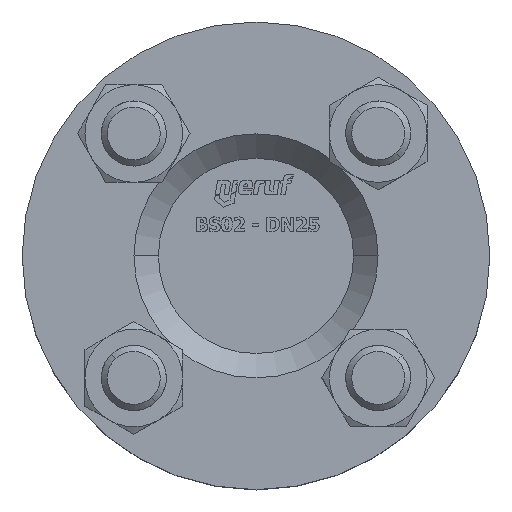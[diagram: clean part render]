
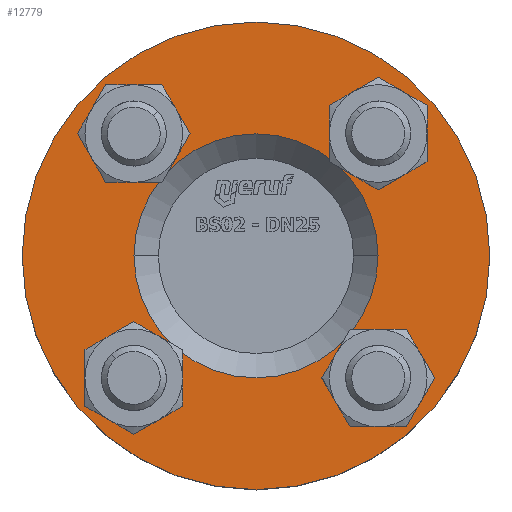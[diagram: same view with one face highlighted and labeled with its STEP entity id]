
A CAD part, top view. The second image highlights one B-rep face of the part: STEP entity #12779.
In plain terms, the highlighted planar face has unit normal (0, 0, 1).
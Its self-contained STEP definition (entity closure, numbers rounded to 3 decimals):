
#101 = CIRCLE ( 'NONE', #9619, 30. ) ;
#519 = DIRECTION ( 'NONE',  ( 0., 0., 1. ) ) ;
#689 = DIRECTION ( 'NONE',  ( 0., 0., 1. ) ) ;
#775 = EDGE_CURVE ( 'NONE', #5536, #5814, #4295, .T. ) ;
#829 = EDGE_CURVE ( 'NONE', #14019, #4982, #10166, .T. ) ;
#835 = ORIENTED_EDGE ( 'NONE', *, *, #11058, .F. ) ;
#861 = AXIS2_PLACEMENT_3D ( 'NONE', #3884, #689, #10930 ) ;
#1761 = CARTESIAN_POINT ( 'NONE',  ( 30.052, 30.052, 16. ) ) ;
#1890 = DIRECTION ( 'NONE',  ( 1., 0., 0. ) ) ;
#1949 = DIRECTION ( 'NONE',  ( 0., 0., -1. ) ) ;
#2003 = AXIS2_PLACEMENT_3D ( 'NONE', #11197, #4230, #10054 ) ;
#2042 = EDGE_CURVE ( 'NONE', #6878, #4578, #101, .T. ) ;
#2052 = DIRECTION ( 'NONE',  ( 0., 0., -1. ) ) ;
#2315 = AXIS2_PLACEMENT_3D ( 'NONE', #9628, #14286, #3800 ) ;
#2677 = DIRECTION ( 'NONE',  ( 1., 0., 0. ) ) ;
#2751 = DIRECTION ( 'NONE',  ( 0., 0., 1. ) ) ;
#2771 = VERTEX_POINT ( 'NONE', #6942 ) ;
#2822 = CARTESIAN_POINT ( 'NONE',  ( 0., 0., 16. ) ) ;
#2916 = EDGE_LOOP ( 'NONE', ( #11165, #835 ) ) ;
#3077 = AXIS2_PLACEMENT_3D ( 'NONE', #5168, #14256, #8761 ) ;
#3499 = CARTESIAN_POINT ( 'NONE',  ( 0., 0., 16. ) ) ;
#3546 = AXIS2_PLACEMENT_3D ( 'NONE', #14316, #2751, #4998 ) ;
#3800 = DIRECTION ( 'NONE',  ( 1., 0., 0. ) ) ;
#3809 = AXIS2_PLACEMENT_3D ( 'NONE', #7911, #4239, #11281 ) ;
#3884 = CARTESIAN_POINT ( 'NONE',  ( 30.052, -30.052, 16. ) ) ;
#3921 = FACE_BOUND ( 'NONE', #12994, .T. ) ;
#4230 = DIRECTION ( 'NONE',  ( 0., 0., 1. ) ) ;
#4239 = DIRECTION ( 'NONE',  ( 0., 0., 1. ) ) ;
#4295 = CIRCLE ( 'NONE', #2315, 8.5 ) ;
#4299 = DIRECTION ( 'NONE',  ( 0., 0., 1. ) ) ;
#4578 = VERTEX_POINT ( 'NONE', #9313 ) ;
#4590 = DIRECTION ( 'NONE',  ( -1., 0., 0. ) ) ;
#4766 = AXIS2_PLACEMENT_3D ( 'NONE', #1761, #4299, #8969 ) ;
#4982 = VERTEX_POINT ( 'NONE', #11682 ) ;
#4998 = DIRECTION ( 'NONE',  ( 1., 0., 0. ) ) ;
#5016 = PLANE ( 'NONE',  #3809 ) ;
#5085 = EDGE_LOOP ( 'NONE', ( #6152, #6342 ) ) ;
#5168 = CARTESIAN_POINT ( 'NONE',  ( -30.052, 30.052, 16. ) ) ;
#5536 = VERTEX_POINT ( 'NONE', #8653 ) ;
#5575 = CARTESIAN_POINT ( 'NONE',  ( -30., 0., 16. ) ) ;
#5718 = AXIS2_PLACEMENT_3D ( 'NONE', #3499, #2052, #4590 ) ;
#5814 = VERTEX_POINT ( 'NONE', #8482 ) ;
#5989 = ORIENTED_EDGE ( 'NONE', *, *, #10201, .F. ) ;
#6152 = ORIENTED_EDGE ( 'NONE', *, *, #12255, .F. ) ;
#6342 = ORIENTED_EDGE ( 'NONE', *, *, #8889, .F. ) ;
#6508 = CIRCLE ( 'NONE', #3546, 8.5 ) ;
#6706 = CIRCLE ( 'NONE', #10365, 57.5 ) ;
#6878 = VERTEX_POINT ( 'NONE', #5575 ) ;
#6942 = CARTESIAN_POINT ( 'NONE',  ( -21.552, -30.052, 16. ) ) ;
#7331 = CARTESIAN_POINT ( 'NONE',  ( -21.552, 30.052, 16. ) ) ;
#7403 = CARTESIAN_POINT ( 'NONE',  ( -38.552, 30.052, 16. ) ) ;
#7478 = AXIS2_PLACEMENT_3D ( 'NONE', #13089, #9889, #2677 ) ;
#7602 = CARTESIAN_POINT ( 'NONE',  ( 57.5, 0., 16. ) ) ;
#7757 = VERTEX_POINT ( 'NONE', #7602 ) ;
#7911 = CARTESIAN_POINT ( 'NONE',  ( 0., 30., 16. ) ) ;
#7944 = CIRCLE ( 'NONE', #861, 8.5 ) ;
#7969 = EDGE_CURVE ( 'NONE', #5814, #5536, #12575, .T. ) ;
#8114 = ORIENTED_EDGE ( 'NONE', *, *, #10274, .T. ) ;
#8340 = ORIENTED_EDGE ( 'NONE', *, *, #7969, .F. ) ;
#8373 = ORIENTED_EDGE ( 'NONE', *, *, #12988, .F. ) ;
#8460 = EDGE_LOOP ( 'NONE', ( #9354, #8340 ) ) ;
#8482 = CARTESIAN_POINT ( 'NONE',  ( 21.552, 30.052, 16. ) ) ;
#8653 = CARTESIAN_POINT ( 'NONE',  ( 38.552, 30.052, 16. ) ) ;
#8761 = DIRECTION ( 'NONE',  ( 1., 0., 0. ) ) ;
#8889 = EDGE_CURVE ( 'NONE', #9661, #2771, #13230, .T. ) ;
#8947 = VERTEX_POINT ( 'NONE', #9256 ) ;
#8969 = DIRECTION ( 'NONE',  ( 1., 0., 0. ) ) ;
#9065 = ORIENTED_EDGE ( 'NONE', *, *, #13587, .F. ) ;
#9256 = CARTESIAN_POINT ( 'NONE',  ( -57.5, 0., 16. ) ) ;
#9313 = CARTESIAN_POINT ( 'NONE',  ( 30., 0., 16. ) ) ;
#9354 = ORIENTED_EDGE ( 'NONE', *, *, #775, .F. ) ;
#9385 = DIRECTION ( 'NONE',  ( 0., 0., -1. ) ) ;
#9534 = CARTESIAN_POINT ( 'NONE',  ( 0., 0., 16. ) ) ;
#9595 = EDGE_LOOP ( 'NONE', ( #9065, #5989 ) ) ;
#9619 = AXIS2_PLACEMENT_3D ( 'NONE', #9534, #9385, #12900 ) ;
#9628 = CARTESIAN_POINT ( 'NONE',  ( 30.052, 30.052, 16. ) ) ;
#9661 = VERTEX_POINT ( 'NONE', #13035 ) ;
#9857 = CARTESIAN_POINT ( 'NONE',  ( 30.052, -30.052, 16. ) ) ;
#9889 = DIRECTION ( 'NONE',  ( 0., 0., 1. ) ) ;
#9907 = FACE_BOUND ( 'NONE', #8460, .T. ) ;
#9926 = CARTESIAN_POINT ( 'NONE',  ( 0., 0., 16. ) ) ;
#10054 = DIRECTION ( 'NONE',  ( 1., 0., 0. ) ) ;
#10125 = CIRCLE ( 'NONE', #12306, 57.5 ) ;
#10166 = CIRCLE ( 'NONE', #10646, 8.5 ) ;
#10201 = EDGE_CURVE ( 'NONE', #7757, #8947, #6706, .T. ) ;
#10274 = EDGE_CURVE ( 'NONE', #4578, #6878, #11593, .T. ) ;
#10365 = AXIS2_PLACEMENT_3D ( 'NONE', #2822, #12398, #12160 ) ;
#10428 = CIRCLE ( 'NONE', #3077, 8.5 ) ;
#10646 = AXIS2_PLACEMENT_3D ( 'NONE', #9857, #519, #1890 ) ;
#10740 = FACE_BOUND ( 'NONE', #11904, .T. ) ;
#10898 = FACE_BOUND ( 'NONE', #5085, .T. ) ;
#10930 = DIRECTION ( 'NONE',  ( 1., 0., 0. ) ) ;
#10969 = FACE_OUTER_BOUND ( 'NONE', #9595, .T. ) ;
#11058 = EDGE_CURVE ( 'NONE', #4982, #14019, #7944, .T. ) ;
#11151 = VERTEX_POINT ( 'NONE', #7403 ) ;
#11165 = ORIENTED_EDGE ( 'NONE', *, *, #829, .F. ) ;
#11197 = CARTESIAN_POINT ( 'NONE',  ( -30.052, -30.052, 16. ) ) ;
#11281 = DIRECTION ( 'NONE',  ( 1., 0., 0. ) ) ;
#11593 = CIRCLE ( 'NONE', #5718, 30. ) ;
#11682 = CARTESIAN_POINT ( 'NONE',  ( 21.552, -30.052, 16. ) ) ;
#11904 = EDGE_LOOP ( 'NONE', ( #8373, #14728 ) ) ;
#12160 = DIRECTION ( 'NONE',  ( -1., 0., 0. ) ) ;
#12255 = EDGE_CURVE ( 'NONE', #2771, #9661, #6508, .T. ) ;
#12306 = AXIS2_PLACEMENT_3D ( 'NONE', #9926, #1949, #14580 ) ;
#12398 = DIRECTION ( 'NONE',  ( 0., 0., -1. ) ) ;
#12575 = CIRCLE ( 'NONE', #4766, 8.5 ) ;
#12699 = EDGE_CURVE ( 'NONE', #11151, #13653, #10428, .T. ) ;
#12779 = ADVANCED_FACE ( 'NONE', ( #10898, #13334, #9907, #10740, #3921, #10969 ), #5016, .T. ) ;
#12900 = DIRECTION ( 'NONE',  ( -1., 0., 0. ) ) ;
#12988 = EDGE_CURVE ( 'NONE', #13653, #11151, #13844, .T. ) ;
#12994 = EDGE_LOOP ( 'NONE', ( #8114, #13397 ) ) ;
#13035 = CARTESIAN_POINT ( 'NONE',  ( -38.552, -30.052, 16. ) ) ;
#13089 = CARTESIAN_POINT ( 'NONE',  ( -30.052, 30.052, 16. ) ) ;
#13230 = CIRCLE ( 'NONE', #2003, 8.5 ) ;
#13334 = FACE_BOUND ( 'NONE', #2916, .T. ) ;
#13397 = ORIENTED_EDGE ( 'NONE', *, *, #2042, .T. ) ;
#13587 = EDGE_CURVE ( 'NONE', #8947, #7757, #10125, .T. ) ;
#13653 = VERTEX_POINT ( 'NONE', #7331 ) ;
#13844 = CIRCLE ( 'NONE', #7478, 8.5 ) ;
#14019 = VERTEX_POINT ( 'NONE', #14423 ) ;
#14256 = DIRECTION ( 'NONE',  ( 0., 0., 1. ) ) ;
#14286 = DIRECTION ( 'NONE',  ( 0., 0., 1. ) ) ;
#14316 = CARTESIAN_POINT ( 'NONE',  ( -30.052, -30.052, 16. ) ) ;
#14423 = CARTESIAN_POINT ( 'NONE',  ( 38.552, -30.052, 16. ) ) ;
#14580 = DIRECTION ( 'NONE',  ( -1., 0., 0. ) ) ;
#14728 = ORIENTED_EDGE ( 'NONE', *, *, #12699, .F. ) ;
